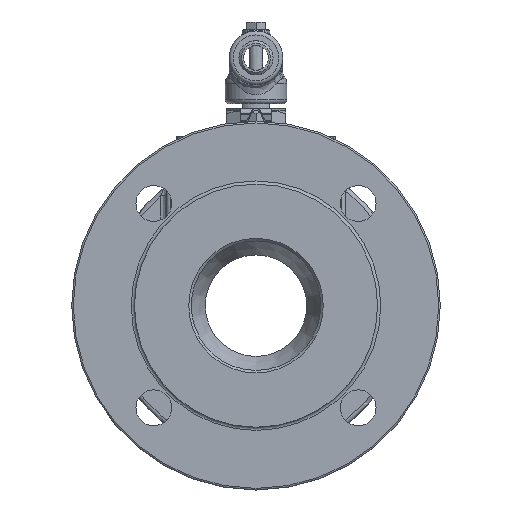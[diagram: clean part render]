
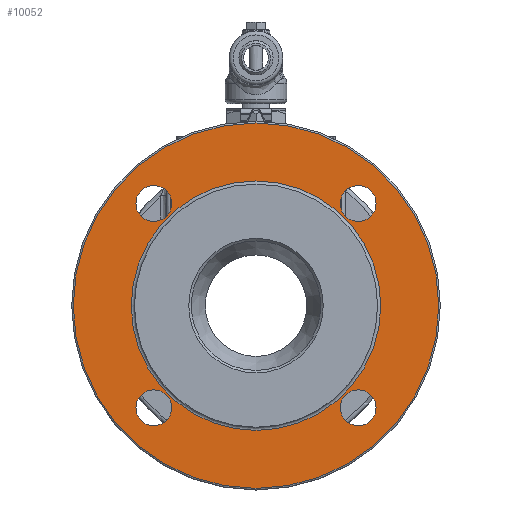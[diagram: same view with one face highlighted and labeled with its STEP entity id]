
A CAD part, left-side view. The second image highlights one B-rep face of the part: STEP entity #10052.
In plain terms, the highlighted planar face has unit normal (-1, 0, 0).
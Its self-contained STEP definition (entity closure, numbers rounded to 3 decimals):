
#1336=FACE_BOUND('',#2747,.T.);
#1337=FACE_BOUND('',#2748,.T.);
#1338=FACE_BOUND('',#2749,.T.);
#1339=FACE_BOUND('',#2750,.T.);
#1340=FACE_BOUND('',#2751,.T.);
#2038=FACE_OUTER_BOUND('',#2746,.T.);
#2746=EDGE_LOOP('',(#6525));
#2747=EDGE_LOOP('',(#6526));
#2748=EDGE_LOOP('',(#6527));
#2749=EDGE_LOOP('',(#6528));
#2750=EDGE_LOOP('',(#6529));
#2751=EDGE_LOOP('',(#6530));
#3460=CIRCLE('',#10715,9.);
#3462=CIRCLE('',#10718,9.);
#3464=CIRCLE('',#10721,9.);
#3466=CIRCLE('',#10724,9.);
#3517=CIRCLE('',#10798,91.7);
#3518=CIRCLE('',#10799,62.6);
#3993=VERTEX_POINT('',#14855);
#3995=VERTEX_POINT('',#14860);
#3997=VERTEX_POINT('',#14865);
#3999=VERTEX_POINT('',#14870);
#4087=VERTEX_POINT('',#15324);
#4088=VERTEX_POINT('',#15326);
#4911=EDGE_CURVE('',#3993,#3993,#3460,.T.);
#4913=EDGE_CURVE('',#3995,#3995,#3462,.T.);
#4915=EDGE_CURVE('',#3997,#3997,#3464,.T.);
#4917=EDGE_CURVE('',#3999,#3999,#3466,.T.);
#5015=EDGE_CURVE('',#4087,#4087,#3517,.T.);
#5016=EDGE_CURVE('',#4088,#4088,#3518,.T.);
#6525=ORIENTED_EDGE('',*,*,#5015,.F.);
#6526=ORIENTED_EDGE('',*,*,#4911,.T.);
#6527=ORIENTED_EDGE('',*,*,#4913,.T.);
#6528=ORIENTED_EDGE('',*,*,#4915,.T.);
#6529=ORIENTED_EDGE('',*,*,#4917,.T.);
#6530=ORIENTED_EDGE('',*,*,#5016,.F.);
#9182=PLANE('',#10797);
#10052=ADVANCED_FACE('',(#2038,#1336,#1337,#1338,#1339,#1340),#9182,.F.);
#10715=AXIS2_PLACEMENT_3D('',#14856,#11874,#11875);
#10718=AXIS2_PLACEMENT_3D('',#14861,#11880,#11881);
#10721=AXIS2_PLACEMENT_3D('',#14866,#11886,#11887);
#10724=AXIS2_PLACEMENT_3D('',#14871,#11892,#11893);
#10797=AXIS2_PLACEMENT_3D('',#15323,#12058,#12059);
#10798=AXIS2_PLACEMENT_3D('',#15325,#12060,#12061);
#10799=AXIS2_PLACEMENT_3D('',#15327,#12062,#12063);
#11874=DIRECTION('center_axis',(1.,0.,0.));
#11875=DIRECTION('ref_axis',(0.,1.,0.));
#11880=DIRECTION('center_axis',(1.,0.,0.));
#11881=DIRECTION('ref_axis',(0.,0.,
-1.));
#11886=DIRECTION('center_axis',(1.,0.,0.));
#11887=DIRECTION('ref_axis',(0.,-1.,0.));
#11892=DIRECTION('center_axis',(1.,0.,0.));
#11893=DIRECTION('ref_axis',(0.,0.,1.));
#12058=DIRECTION('center_axis',(1.,0.,0.));
#12059=DIRECTION('ref_axis',(0.,0.,
-1.));
#12060=DIRECTION('center_axis',(1.,0.,0.));
#12061=DIRECTION('ref_axis',(0.,0.,
-1.));
#12062=DIRECTION('center_axis',(-1.,0.,0.));
#12063=DIRECTION('ref_axis',(0.,0.,
-1.));
#14855=CARTESIAN_POINT('',(-66.4,60.265,-51.265));
#14856=CARTESIAN_POINT('Origin',(-66.4,51.265,-51.265));
#14860=CARTESIAN_POINT('',(-66.4,-51.265,-60.265));
#14861=CARTESIAN_POINT('Origin',(-66.4,-51.265,-51.265));
#14865=CARTESIAN_POINT('',(-66.4,-60.265,51.265));
#14866=CARTESIAN_POINT('Origin',(-66.4,-51.265,51.265));
#14870=CARTESIAN_POINT('',(-66.4,51.265,60.265));
#14871=CARTESIAN_POINT('Origin',(-66.4,51.265,51.265));
#15323=CARTESIAN_POINT('Origin',(-66.4,0.,
61.));
#15324=CARTESIAN_POINT('',(-66.4,0.,91.7));
#15325=CARTESIAN_POINT('Origin',(-66.4,0.,0.));
#15326=CARTESIAN_POINT('',(-66.4,0.,62.6));
#15327=CARTESIAN_POINT('Origin',(-66.4,0.,0.));
